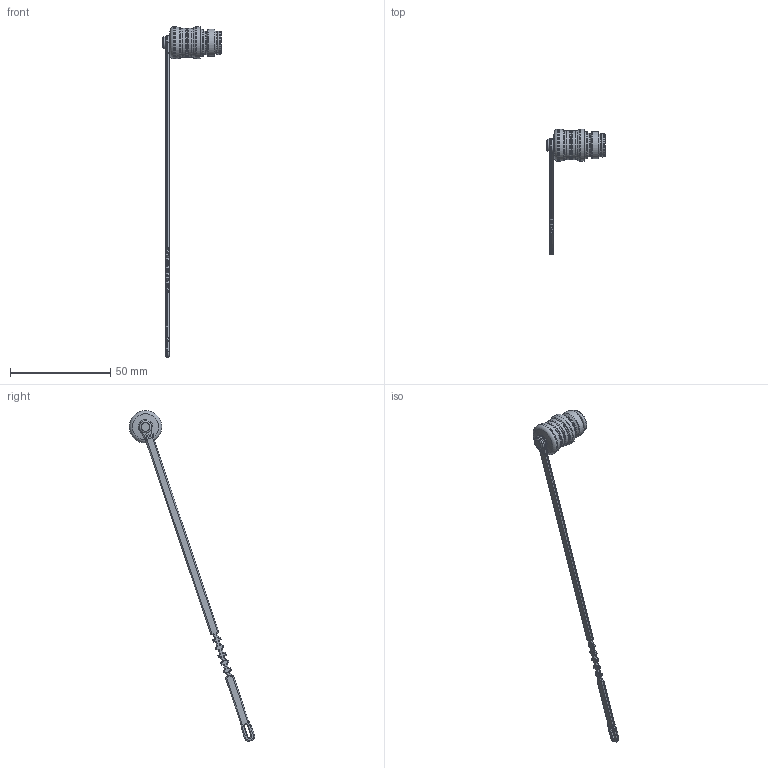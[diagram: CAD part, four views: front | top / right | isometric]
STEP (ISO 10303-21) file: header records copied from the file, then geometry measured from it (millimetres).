
FILE_DESCRIPTION(/* description */ (''),/* implementation_level */ '2;1');
FILE_NAME(/* name */ '08 2587 000 000 001_00.stp',/* time_stamp */ '2020-08-20T09:59:20+02:00',/* author */ (''),/* organization */ (''),/* preprocessor_version */ 'ST-DEVELOPER v16',/* originating_system */ 'SIEMENS PLM Software NX 11.0',/* authorisation */ '');
FILE_SCHEMA (('AUTOMOTIVE_DESIGN { 1 0 10303 214 3 1 1 1 }'));
Length unit declared in the file: millimetre
Products named in the file (1): rhen0474787Ecrad
Bounding box: 29.1 x 62.45 x 164.78 mm (x, y, z)
Volume: 3886.9 mm3; surface area: 4005.3 mm2
Topology: 1 solids, 1 shells, 447 faces, 999 edges, 563 vertices
Faces by surface type: cylinder 187, plane 104, torus 102, bspline 50, cone 4
Full cylindrical faces by diameter (mm): 3.95 x1, 6.1 x1, 8.2 x1, 9.9 x1, 11.5 x2, 16.1 x2
Entity records: 12446 total; most frequent: CARTESIAN_POINT 2687, DIRECTION 2208, ORIENTED_EDGE 1898, EDGE_CURVE 949, AXIS2_PLACEMENT_3D 879, VERTEX_POINT 552, EDGE_LOOP 497, LINE 450
